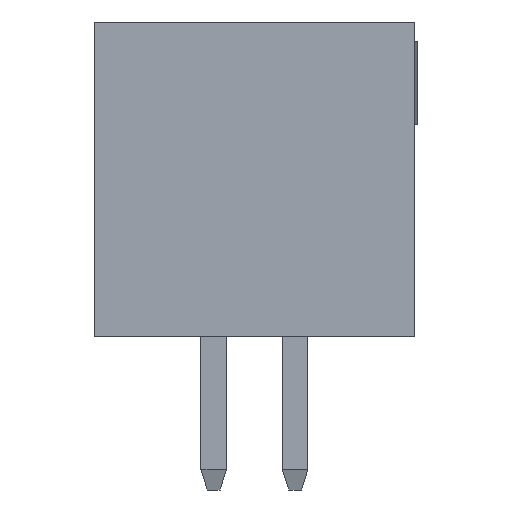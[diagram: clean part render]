
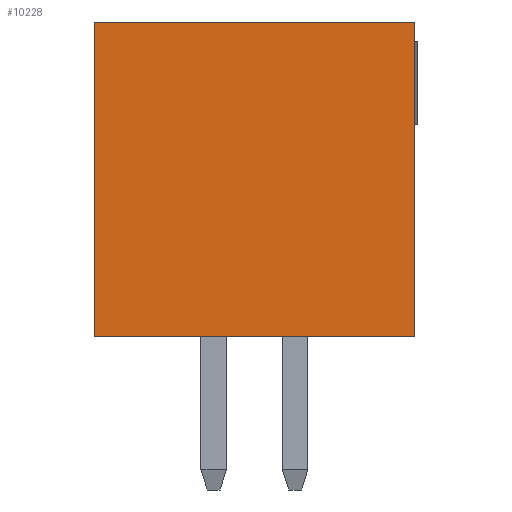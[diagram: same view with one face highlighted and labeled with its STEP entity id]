
A CAD part, left-side view. The second image highlights one B-rep face of the part: STEP entity #10228.
In plain terms, the highlighted planar face has unit normal (-1, 0, 0).
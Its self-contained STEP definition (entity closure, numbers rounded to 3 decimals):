
#1521=ORIENTED_EDGE('',*,*,#2956,.F.);
#1522=ORIENTED_EDGE('',*,*,#2934,.F.);
#1523=ORIENTED_EDGE('',*,*,#2363,.T.);
#1524=ORIENTED_EDGE('',*,*,#3150,.T.);
#2363=EDGE_CURVE('',#3468,#3467,#4179,.T.);
#2934=EDGE_CURVE('',#3468,#3868,#4750,.T.);
#2956=EDGE_CURVE('',#3868,#3875,#4772,.T.);
#3150=EDGE_CURVE('',#3467,#3875,#4966,.T.);
#3467=VERTEX_POINT('',#12719);
#3468=VERTEX_POINT('',#12721);
#3868=VERTEX_POINT('',#13847);
#3875=VERTEX_POINT('',#13877);
#4179=LINE('',#12720,#5283);
#4750=LINE('',#13846,#5854);
#4772=LINE('',#13876,#5876);
#4966=LINE('',#14262,#6070);
#5283=VECTOR('',#10810,1000.);
#5854=VECTOR('',#11691,1000.);
#5876=VECTOR('',#11715,1000.);
#6070=VECTOR('',#12009,1000.);
#6616=EDGE_LOOP('',(#1521,#1522,#1523,#1524));
#7014=FACE_BOUND('',#6616,.T.);
#7381=PLANE('',#10606);
#10228=ADVANCED_FACE('',(#7014),#7381,.T.);
#10606=AXIS2_PLACEMENT_3D('',#14263,#12010,#12011);
#10810=DIRECTION('',(0.,0.,1.));
#11691=DIRECTION('',(0.,1.,0.));
#11715=DIRECTION('',(0.,0.,1.));
#12009=DIRECTION('',(0.,1.,0.));
#12010=DIRECTION('',(-1.,0.,0.));
#12011=DIRECTION('',(0.,0.,1.));
#12719=CARTESIAN_POINT('',(-12.7,-2.5,2.45));
#12720=CARTESIAN_POINT('',(-12.7,-2.5,-2.45));
#12721=CARTESIAN_POINT('',(-12.7,-2.5,-2.45));
#13846=CARTESIAN_POINT('',(-12.7,-2.5,-2.45));
#13847=CARTESIAN_POINT('',(-12.7,2.5,-2.45));
#13876=CARTESIAN_POINT('',(-12.7,2.5,-2.45));
#13877=CARTESIAN_POINT('',(-12.7,2.5,2.45));
#14262=CARTESIAN_POINT('',(-12.7,-2.5,2.45));
#14263=CARTESIAN_POINT('',(-12.7,-2.5,-2.45));
